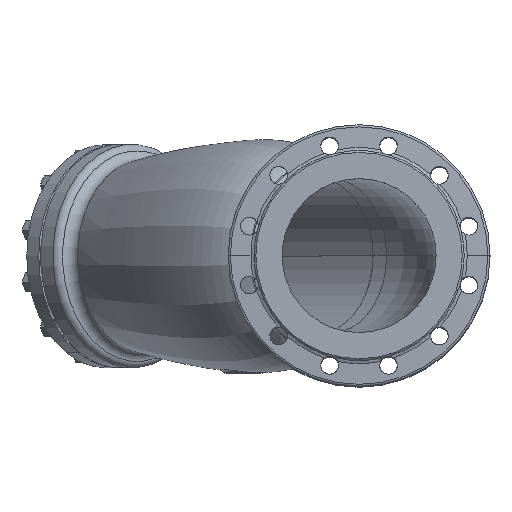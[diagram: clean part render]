
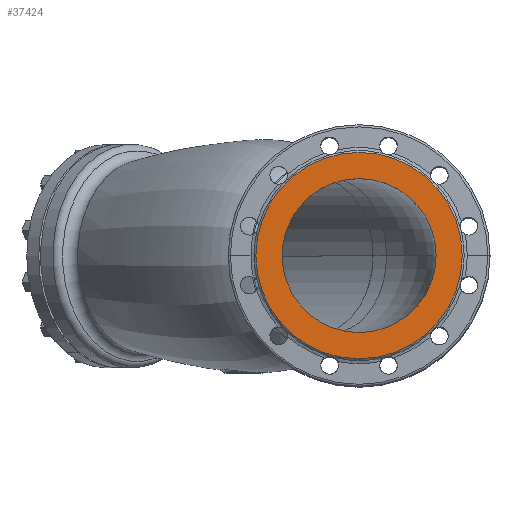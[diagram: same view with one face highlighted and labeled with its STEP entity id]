
A CAD part, top view. The second image highlights one B-rep face of the part: STEP entity #37424.
In plain terms, the highlighted planar face has unit normal (0, 0, -1).
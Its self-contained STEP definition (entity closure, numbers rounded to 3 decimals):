
#22467=CARTESIAN_POINT('',(120.,0.,55.));
#22468=DIRECTION('',(0.,0.,1.));
#22469=DIRECTION('',(1.,0.,0.));
#22470=AXIS2_PLACEMENT_3D('',#22467,#22468,#22469);
#22472=CARTESIAN_POINT('',(120.,0.,55.));
#22473=DIRECTION('',(0.,0.,1.));
#22474=DIRECTION('',(-1.,0.,0.));
#22475=AXIS2_PLACEMENT_3D('',#22472,#22473,#22474);
#22477=CARTESIAN_POINT('',(120.,0.,55.));
#22478=DIRECTION('',(0.,0.,-1.));
#22479=DIRECTION('',(1.,0.,0.));
#22480=AXIS2_PLACEMENT_3D('',#22477,#22478,#22479);
#22482=CARTESIAN_POINT('',(120.,0.,55.));
#22483=DIRECTION('',(0.,0.,-1.));
#22484=DIRECTION('',(-1.,0.,0.));
#22485=AXIS2_PLACEMENT_3D('',#22482,#22483,#22484);
#28700=CARTESIAN_POINT('',(20.,0.,55.));
#28701=CARTESIAN_POINT('',(220.,0.,55.));
#28702=VERTEX_POINT('',#28700);
#28703=VERTEX_POINT('',#28701);
#28704=CARTESIAN_POINT('',(254.,0.,55.));
#28705=CARTESIAN_POINT('',(-14.,0.,55.));
#28706=VERTEX_POINT('',#28704);
#28707=VERTEX_POINT('',#28705);
#37409=CARTESIAN_POINT('',(120.,0.,55.));
#37410=DIRECTION('',(0.,0.,1.));
#37411=DIRECTION('',(-1.,0.,0.));
#37412=AXIS2_PLACEMENT_3D('',#37409,#37410,#37411);
#37413=PLANE('',#37412);
#37414=ORIENTED_EDGE('',*,*,#37206,.T.);
#37415=ORIENTED_EDGE('',*,*,#37135,.T.);
#37416=EDGE_LOOP('',(#37414,#37415));
#37417=FACE_OUTER_BOUND('',#37416,.F.);
#37419=ORIENTED_EDGE('',*,*,#37418,.T.);
#37421=ORIENTED_EDGE('',*,*,#37420,.T.);
#37422=EDGE_LOOP('',(#37419,#37421));
#37423=FACE_BOUND('',#37422,.F.);
#37424=ADVANCED_FACE('',(#37417,#37423),#37413,.F.);
#22471=CIRCLE('',#22470,134.);
#22476=CIRCLE('',#22475,134.);
#22481=CIRCLE('',#22480,100.);
#22486=CIRCLE('',#22485,100.);
#37135=EDGE_CURVE('',#28707,#28706,#22476,.T.);
#37206=EDGE_CURVE('',#28706,#28707,#22471,.T.);
#37418=EDGE_CURVE('',#28703,#28702,#22481,.T.);
#37420=EDGE_CURVE('',#28702,#28703,#22486,.T.);
